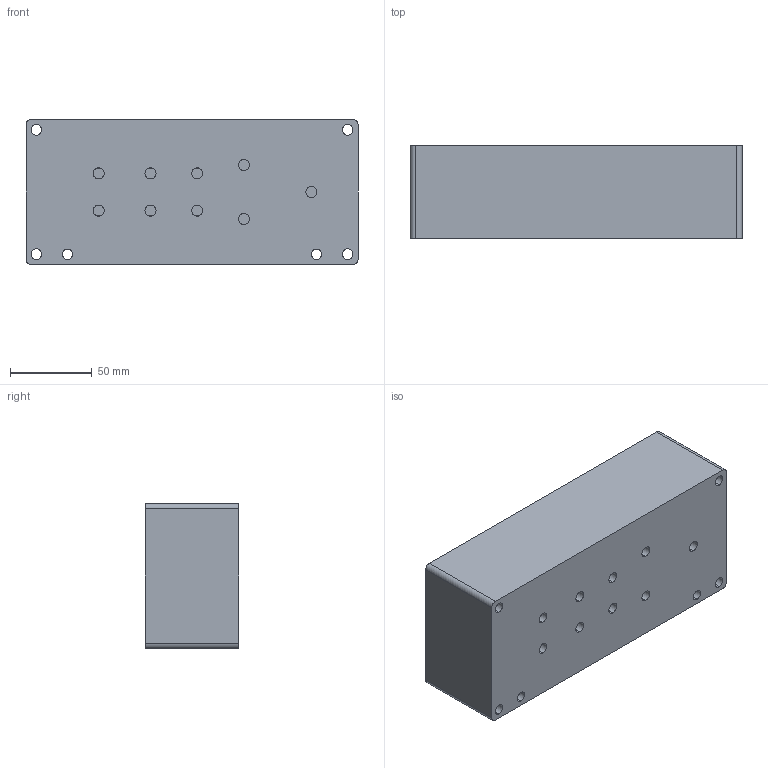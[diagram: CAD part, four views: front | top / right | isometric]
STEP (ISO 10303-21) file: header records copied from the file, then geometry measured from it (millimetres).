
FILE_DESCRIPTION (( 'STEP AP214' ), '1' );
FILE_NAME ('WOWL Mold.STEP', '2020-12-28T22:18:10', ( '' ), ( '' ), 'SwSTEP 2.0', 'SolidWorks 2018', '' );
FILE_SCHEMA (( 'AUTOMOTIVE_DESIGN' ));
Length unit declared in the file: inch
Products named in the file (3): WOWL Mold Outer 1; WOWL Mold; WOWL Mold KO 1
Assembly tree (2 placements, depth 2):
  WOWL Mold
    WOWL Mold KO 1
    WOWL Mold Outer 1
Bounding box: 203.2 x 57.15 x 88.9 mm (x, y, z)
Volume: 872863.9 mm3; surface area: 114269.1 mm2
Topology: 2 solids, 2 shells, 263 faces, 630 edges, 371 vertices
Faces by surface type: cylinder 104, plane 84, cone 42, torus 31, bspline 2
Entity records: 8432 total; most frequent: CARTESIAN_POINT 1991, DIRECTION 1432, ORIENTED_EDGE 1252, EDGE_CURVE 626, AXIS2_PLACEMENT_3D 546, VERTEX_POINT 371, LINE 340, VECTOR 340
